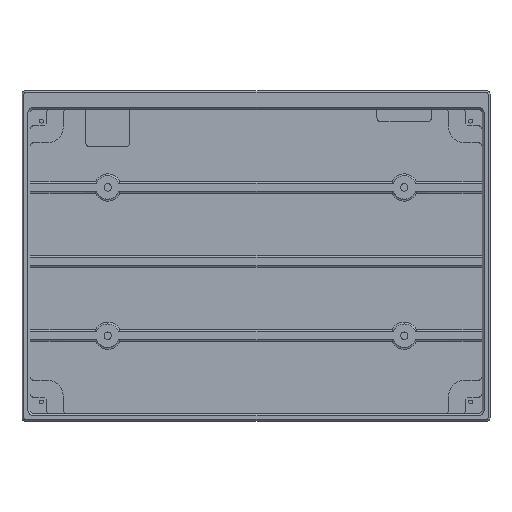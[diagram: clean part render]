
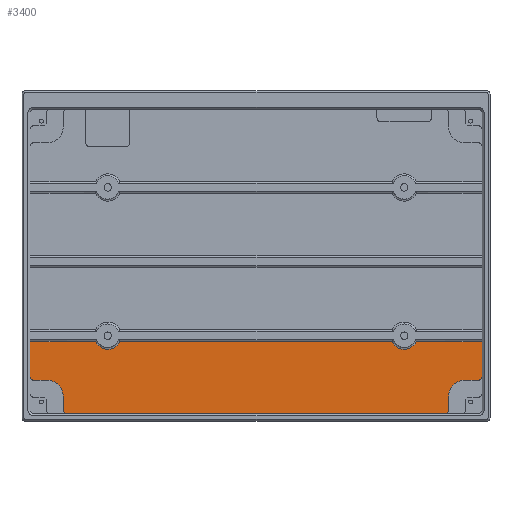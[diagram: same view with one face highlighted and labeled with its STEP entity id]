
A CAD part, top view. The second image highlights one B-rep face of the part: STEP entity #3400.
In plain terms, the highlighted planar face has unit normal (0, 0, 1).
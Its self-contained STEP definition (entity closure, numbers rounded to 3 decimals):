
#84=PLANE('',#3621);
#195=FACE_OUTER_BOUND('',#398,.T.);
#398=EDGE_LOOP('',(#2340,#2341,#2342,#2343,#2344,#2345,#2346,#2347,#2348,
#2349,#2350,#2351,#2352,#2353,#2354,#2355,#2356,#2357));
#611=LINE('',#5061,#951);
#624=LINE('',#5092,#964);
#628=LINE('',#5104,#968);
#631=LINE('',#5117,#971);
#632=LINE('',#5120,#972);
#633=LINE('',#5122,#973);
#634=LINE('',#5124,#974);
#635=LINE('',#5128,#975);
#636=LINE('',#5132,#976);
#637=LINE('',#5133,#977);
#951=VECTOR('',#4002,10.);
#964=VECTOR('',#4023,10.);
#968=VECTOR('',#4035,10.);
#971=VECTOR('',#4048,10.);
#972=VECTOR('',#4051,10.);
#973=VECTOR('',#4052,10.);
#974=VECTOR('',#4053,10.);
#975=VECTOR('',#4056,10.);
#976=VECTOR('',#4059,10.);
#977=VECTOR('',#4060,10.);
#1291=CIRCLE('',#3607,1.);
#1293=CIRCLE('',#3611,1.);
#1295=CIRCLE('',#3615,1.);
#1297=CIRCLE('',#3619,1.);
#1299=CIRCLE('',#3622,4.1);
#1300=CIRCLE('',#3623,4.1);
#1301=CIRCLE('',#3624,3.5);
#1302=CIRCLE('',#3625,3.5);
#1450=VERTEX_POINT('',#5048);
#1451=VERTEX_POINT('',#5049);
#1455=VERTEX_POINT('',#5059);
#1456=VERTEX_POINT('',#5063);
#1457=VERTEX_POINT('',#5064);
#1469=VERTEX_POINT('',#5090);
#1470=VERTEX_POINT('',#5094);
#1473=VERTEX_POINT('',#5102);
#1474=VERTEX_POINT('',#5106);
#1475=VERTEX_POINT('',#5107);
#1478=VERTEX_POINT('',#5115);
#1479=VERTEX_POINT('',#5118);
#1480=VERTEX_POINT('',#5121);
#1481=VERTEX_POINT('',#5123);
#1482=VERTEX_POINT('',#5125);
#1483=VERTEX_POINT('',#5127);
#1484=VERTEX_POINT('',#5129);
#1485=VERTEX_POINT('',#5131);
#1781=EDGE_CURVE('',#1450,#1451,#1291,.T.);
#1787=EDGE_CURVE('',#1455,#1450,#611,.T.);
#1788=EDGE_CURVE('',#1456,#1457,#1293,.T.);
#1802=EDGE_CURVE('',#1469,#1456,#624,.T.);
#1803=EDGE_CURVE('',#1470,#1469,#1295,.T.);
#1808=EDGE_CURVE('',#1473,#1470,#628,.T.);
#1809=EDGE_CURVE('',#1474,#1475,#1297,.T.);
#1813=EDGE_CURVE('',#1478,#1455,#1299,.T.);
#1814=EDGE_CURVE('',#1457,#1478,#631,.T.);
#1815=EDGE_CURVE('',#1479,#1473,#1300,.T.);
#1816=EDGE_CURVE('',#1475,#1479,#632,.T.);
#1817=EDGE_CURVE('',#1480,#1474,#633,.T.);
#1818=EDGE_CURVE('',#1480,#1481,#634,.T.);
#1819=EDGE_CURVE('',#1481,#1482,#1301,.T.);
#1820=EDGE_CURVE('',#1482,#1483,#635,.T.);
#1821=EDGE_CURVE('',#1483,#1484,#1302,.T.);
#1822=EDGE_CURVE('',#1484,#1485,#636,.T.);
#1823=EDGE_CURVE('',#1451,#1485,#637,.T.);
#2340=ORIENTED_EDGE('',*,*,#1781,.F.);
#2341=ORIENTED_EDGE('',*,*,#1787,.F.);
#2342=ORIENTED_EDGE('',*,*,#1813,.F.);
#2343=ORIENTED_EDGE('',*,*,#1814,.F.);
#2344=ORIENTED_EDGE('',*,*,#1788,.F.);
#2345=ORIENTED_EDGE('',*,*,#1802,.F.);
#2346=ORIENTED_EDGE('',*,*,#1803,.F.);
#2347=ORIENTED_EDGE('',*,*,#1808,.F.);
#2348=ORIENTED_EDGE('',*,*,#1815,.F.);
#2349=ORIENTED_EDGE('',*,*,#1816,.F.);
#2350=ORIENTED_EDGE('',*,*,#1809,.F.);
#2351=ORIENTED_EDGE('',*,*,#1817,.F.);
#2352=ORIENTED_EDGE('',*,*,#1818,.T.);
#2353=ORIENTED_EDGE('',*,*,#1819,.T.);
#2354=ORIENTED_EDGE('',*,*,#1820,.T.);
#2355=ORIENTED_EDGE('',*,*,#1821,.T.);
#2356=ORIENTED_EDGE('',*,*,#1822,.T.);
#2357=ORIENTED_EDGE('',*,*,#1823,.F.);
#3400=ADVANCED_FACE('',(#195),#84,.T.);
#3607=AXIS2_PLACEMENT_3D('',#5050,#3992,#3993);
#3611=AXIS2_PLACEMENT_3D('',#5065,#4005,#4006);
#3615=AXIS2_PLACEMENT_3D('',#5095,#4026,#4027);
#3619=AXIS2_PLACEMENT_3D('',#5108,#4038,#4039);
#3621=AXIS2_PLACEMENT_3D('',#5114,#4044,#4045);
#3622=AXIS2_PLACEMENT_3D('',#5116,#4046,#4047);
#3623=AXIS2_PLACEMENT_3D('',#5119,#4049,#4050);
#3624=AXIS2_PLACEMENT_3D('',#5126,#4054,#4055);
#3625=AXIS2_PLACEMENT_3D('',#5130,#4057,#4058);
#3992=DIRECTION('center_axis',(0.,0.,-1.));
#3993=DIRECTION('ref_axis',(-0.707,-0.707,0.));
#4002=DIRECTION('',(-1.,0.,0.));
#4005=DIRECTION('center_axis',(0.,0.,-1.));
#4006=DIRECTION('ref_axis',(-0.707,-0.707,0.));
#4023=DIRECTION('',(-1.,0.,0.));
#4026=DIRECTION('center_axis',(0.,0.,-1.));
#4027=DIRECTION('ref_axis',(0.707,-0.707,0.));
#4035=DIRECTION('',(0.,-1.,0.));
#4038=DIRECTION('center_axis',(0.,0.,-1.));
#4039=DIRECTION('ref_axis',(0.707,-0.707,0.));
#4044=DIRECTION('center_axis',(0.,0.,1.));
#4045=DIRECTION('ref_axis',(1.,0.,0.));
#4046=DIRECTION('center_axis',(0.,0.,1.));
#4047=DIRECTION('ref_axis',(-1.,0.,0.));
#4048=DIRECTION('',(0.,1.,0.));
#4049=DIRECTION('center_axis',(0.,0.,1.));
#4050=DIRECTION('ref_axis',(-1.,0.,0.));
#4051=DIRECTION('',(-1.,0.,0.));
#4052=DIRECTION('',(0.,-1.,0.));
#4053=DIRECTION('',(-1.,0.,0.));
#4054=DIRECTION('center_axis',(0.,0.,-1.));
#4055=DIRECTION('ref_axis',(0.,-1.,0.));
#4056=DIRECTION('',(-1.,0.,0.));
#4057=DIRECTION('center_axis',(0.,0.,-1.));
#4058=DIRECTION('ref_axis',(0.,-1.,0.));
#4059=DIRECTION('',(-1.,0.,0.));
#4060=DIRECTION('',(0.,1.,0.));
#5048=CARTESIAN_POINT('',(9.525,-78.125,-5.7));
#5049=CARTESIAN_POINT('',(8.525,-77.125,-5.7));
#5050=CARTESIAN_POINT('Origin',(9.525,-77.125,-5.7));
#5059=CARTESIAN_POINT('',(13.025,-78.125,-5.7));
#5061=CARTESIAN_POINT('',(36.851,-78.125,-5.7));
#5063=CARTESIAN_POINT('',(18.125,-86.725,-5.7));
#5064=CARTESIAN_POINT('',(17.125,-85.725,-5.7));
#5065=CARTESIAN_POINT('Origin',(18.125,-85.725,-5.7));
#5090=CARTESIAN_POINT('',(115.225,-86.725,-5.7));
#5092=CARTESIAN_POINT('',(124.828,-86.725,-5.7));
#5094=CARTESIAN_POINT('',(116.225,-85.725,-5.7));
#5095=CARTESIAN_POINT('Origin',(115.225,-85.725,-5.7));
#5102=CARTESIAN_POINT('',(116.225,-82.225,-5.7));
#5104=CARTESIAN_POINT('',(116.225,-67.215,-5.7));
#5106=CARTESIAN_POINT('',(124.828,-77.125,-5.7));
#5107=CARTESIAN_POINT('',(123.828,-78.125,-5.7));
#5108=CARTESIAN_POINT('Origin',(123.828,-77.125,-5.7));
#5114=CARTESIAN_POINT('Origin',(66.676,-46.205,-5.7));
#5115=CARTESIAN_POINT('',(17.125,-82.225,-5.7));
#5116=CARTESIAN_POINT('Origin',(13.025,-82.225,-5.7));
#5117=CARTESIAN_POINT('',(17.125,-64.215,-5.7));
#5118=CARTESIAN_POINT('',(120.325,-78.125,-5.7));
#5119=CARTESIAN_POINT('Origin',(120.325,-82.225,-5.7));
#5120=CARTESIAN_POINT('',(93.501,-78.125,-5.7));
#5121=CARTESIAN_POINT('',(124.828,-68.2,-5.7));
#5122=CARTESIAN_POINT('',(124.828,-8.525,-5.7));
#5123=CARTESIAN_POINT('',(107.928,-68.2,-5.7));
#5124=CARTESIAN_POINT('',(95.752,-68.2,-5.7));
#5125=CARTESIAN_POINT('',(101.628,-68.2,-5.7));
#5126=CARTESIAN_POINT('Origin',(104.778,-66.675,-5.7));
#5127=CARTESIAN_POINT('',(31.725,-68.2,-5.7));
#5128=CARTESIAN_POINT('',(84.317,-68.2,-5.7));
#5129=CARTESIAN_POINT('',(25.425,-68.2,-5.7));
#5130=CARTESIAN_POINT('Origin',(28.575,-66.675,-5.7));
#5131=CARTESIAN_POINT('',(8.525,-68.2,-5.7));
#5132=CARTESIAN_POINT('',(46.216,-68.2,-5.7));
#5133=CARTESIAN_POINT('',(8.525,-86.725,-5.7));
